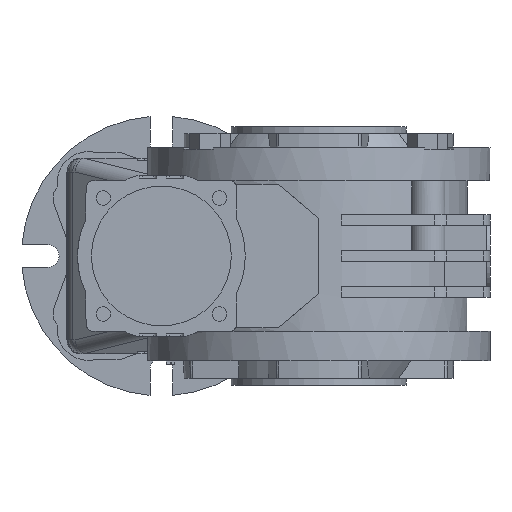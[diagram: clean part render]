
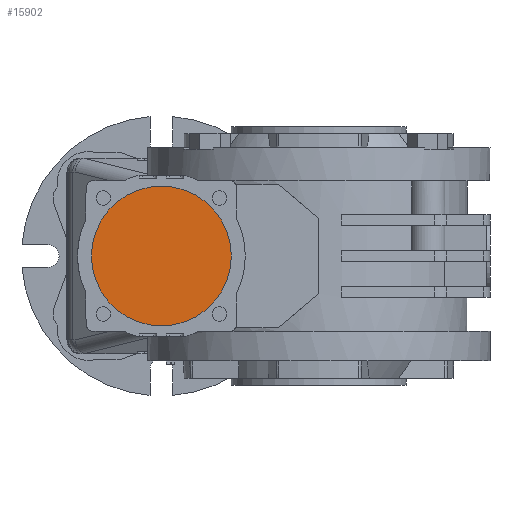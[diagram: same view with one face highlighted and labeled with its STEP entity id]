
A CAD part, left-side view. The second image highlights one B-rep face of the part: STEP entity #15902.
In plain terms, the highlighted planar face has unit normal (-1, 0, 0).
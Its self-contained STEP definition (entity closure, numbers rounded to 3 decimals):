
#380=PLANE('',#16699);
#3890=ORIENTED_EDGE('',*,*,#7159,.F.);
#7159=EDGE_CURVE('',#8784,#8784,#9653,.T.);
#8784=VERTEX_POINT('',#23084);
#9653=CIRCLE('',#16700,20.);
#10197=EDGE_LOOP('',(#3890));
#11031=FACE_BOUND('',#10197,.T.);
#15902=ADVANCED_FACE('',(#11031),#380,.F.);
#16699=AXIS2_PLACEMENT_3D('',#23082,#18515,#18516);
#16700=AXIS2_PLACEMENT_3D('',#23083,#18517,#18518);
#18515=DIRECTION('',(1.,0.,0.));
#18516=DIRECTION('',(0.,1.,0.));
#18517=DIRECTION('',(1.,0.,0.));
#18518=DIRECTION('',(0.,0.,-1.));
#23082=CARTESIAN_POINT('',(-54.,45.,0.));
#23083=CARTESIAN_POINT('',(-54.,45.,0.));
#23084=CARTESIAN_POINT('',(-54.,45.,-20.));
